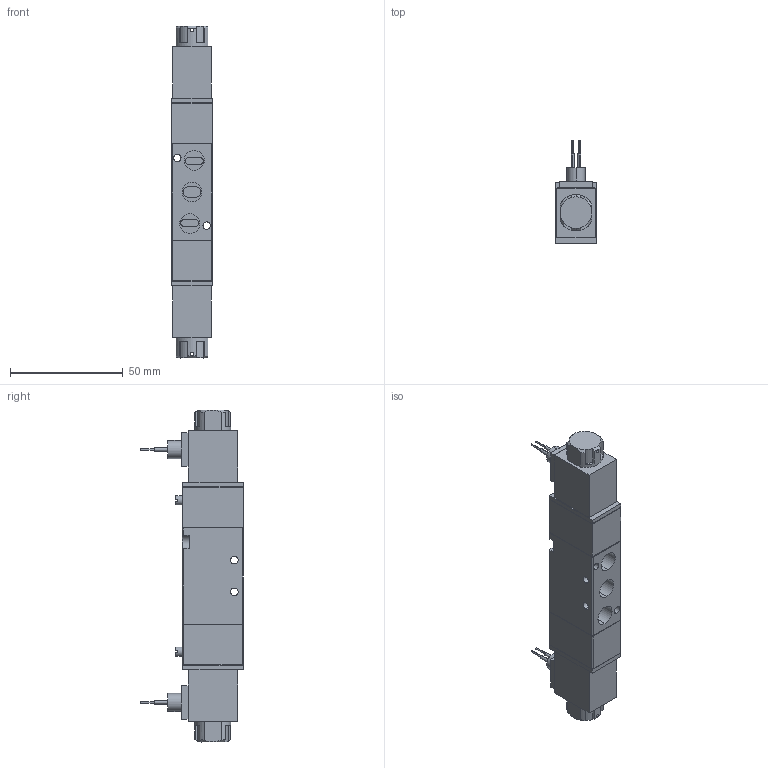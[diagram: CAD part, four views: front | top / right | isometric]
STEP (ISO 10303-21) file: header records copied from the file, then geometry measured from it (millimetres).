
FILE_DESCRIPTION (( 'STEP AP203' ), '1' );
FILE_NAME ('4V120-06-G.STEP', '2016-07-08T20:25:17', ( '' ), ( '' ), 'SwSTEP 2.0', 'SolidWorks 2016', '' );
FILE_SCHEMA (( 'CONFIG_CONTROL_DESIGN' ));
Length unit declared in the file: inch
Products named in the file (1): 4V120-06-G
Bounding box: 18 x 45.5 x 147 mm (x, y, z)
Volume: 59047.3 mm3; surface area: 16232.6 mm2
Topology: 1 solids, 1 shells, 240 faces, 590 edges, 384 vertices
Faces by surface type: plane 146, cylinder 80, cone 14
Entity records: 7301 total; most frequent: CARTESIAN_POINT 1447, DIRECTION 1212, ORIENTED_EDGE 1180, EDGE_CURVE 590, AXIS2_PLACEMENT_3D 421, VERTEX_POINT 384, VECTOR 370, LINE 370
